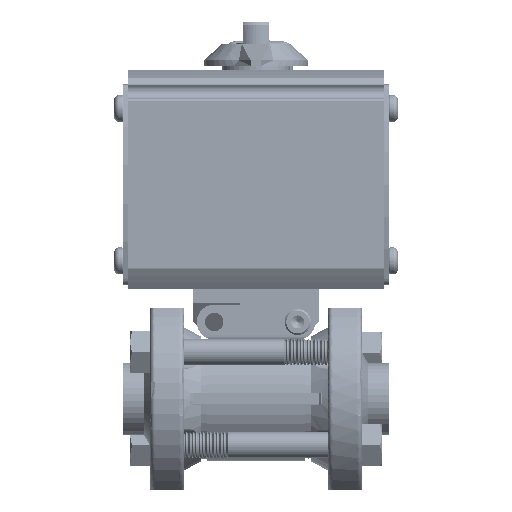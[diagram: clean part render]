
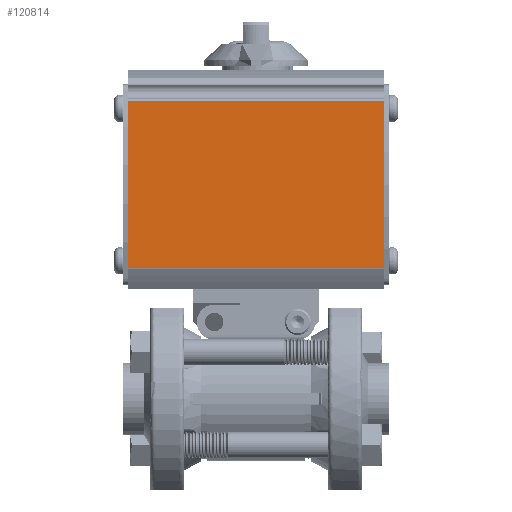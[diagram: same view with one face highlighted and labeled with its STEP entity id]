
A CAD part, top view. The second image highlights one B-rep face of the part: STEP entity #120814.
In plain terms, the highlighted planar face has unit normal (0, 0, 1).
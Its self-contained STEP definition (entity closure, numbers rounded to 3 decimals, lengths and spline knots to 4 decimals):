
#487 = CARTESIAN_POINT ( 'NONE',  ( 1.5275, 1.5679, 1.17 ) ) ;
#1405 = VECTOR ( 'NONE', #132377, 39.3701 ) ;
#8292 = EDGE_CURVE ( 'NONE', #137036, #131075, #16358, .T. ) ;
#9054 = LINE ( 'NONE', #21413, #173382 ) ;
#16358 = LINE ( 'NONE', #135316, #56147 ) ;
#21413 = CARTESIAN_POINT ( 'NONE',  ( -1.5275, 3.5694, 1.17 ) ) ;
#39306 = CARTESIAN_POINT ( 'NONE',  ( -5.0403, 3.5621, 1.17 ) ) ;
#40456 = CARTESIAN_POINT ( 'NONE',  ( -1.5275, 3.5621, 1.17 ) ) ;
#47869 = LINE ( 'NONE', #61168, #92437 ) ;
#52102 = EDGE_CURVE ( 'NONE', #123173, #106061, #111552, .T. ) ;
#56147 = VECTOR ( 'NONE', #151066, 39.3701 ) ;
#59197 = CARTESIAN_POINT ( 'NONE',  ( -1.5275, 1.5679, 1.17 ) ) ;
#61168 = CARTESIAN_POINT ( 'NONE',  ( 1.5275, 3.5694, 1.17 ) ) ;
#61914 = DIRECTION ( 'NONE',  ( 0., 0., -1. ) ) ;
#66057 = ORIENTED_EDGE ( 'NONE', *, *, #52102, .T. ) ;
#76180 = DIRECTION ( 'NONE',  ( 0., -1., 0. ) ) ;
#80963 = ORIENTED_EDGE ( 'NONE', *, *, #131592, .F. ) ;
#92437 = VECTOR ( 'NONE', #76180, 39.3701 ) ;
#103359 = FACE_OUTER_BOUND ( 'NONE', #144603, .T. ) ;
#104602 = ORIENTED_EDGE ( 'NONE', *, *, #8292, .T. ) ;
#106061 = VERTEX_POINT ( 'NONE', #40456 ) ;
#111157 = DIRECTION ( 'NONE',  ( 0., 1., 0. ) ) ;
#111552 = LINE ( 'NONE', #39306, #1405 ) ;
#120814 = ADVANCED_FACE ( 'NONE', ( #103359 ), #136730, .F. ) ;
#121607 = CARTESIAN_POINT ( 'NONE',  ( -5.0403, 3.5694, 1.17 ) ) ;
#123173 = VERTEX_POINT ( 'NONE', #168144 ) ;
#131075 = VERTEX_POINT ( 'NONE', #487 ) ;
#131592 = EDGE_CURVE ( 'NONE', #123173, #131075, #47869, .T. ) ;
#132377 = DIRECTION ( 'NONE',  ( -1., 0., 0. ) ) ;
#135316 = CARTESIAN_POINT ( 'NONE',  ( -5.0403, 1.5679, 1.17 ) ) ;
#136730 = PLANE ( 'NONE',  #171673 ) ;
#137036 = VERTEX_POINT ( 'NONE', #59197 ) ;
#144603 = EDGE_LOOP ( 'NONE', ( #80963, #66057, #189675, #104602 ) ) ;
#151066 = DIRECTION ( 'NONE',  ( 1., 0., 0. ) ) ;
#166983 = DIRECTION ( 'NONE',  ( 0., -1., 0. ) ) ;
#168144 = CARTESIAN_POINT ( 'NONE',  ( 1.5275, 3.5621, 1.17 ) ) ;
#171673 = AXIS2_PLACEMENT_3D ( 'NONE', #121607, #61914, #166983 ) ;
#173382 = VECTOR ( 'NONE', #111157, 39.3701 ) ;
#180091 = EDGE_CURVE ( 'NONE', #137036, #106061, #9054, .T. ) ;
#189675 = ORIENTED_EDGE ( 'NONE', *, *, #180091, .F. ) ;
